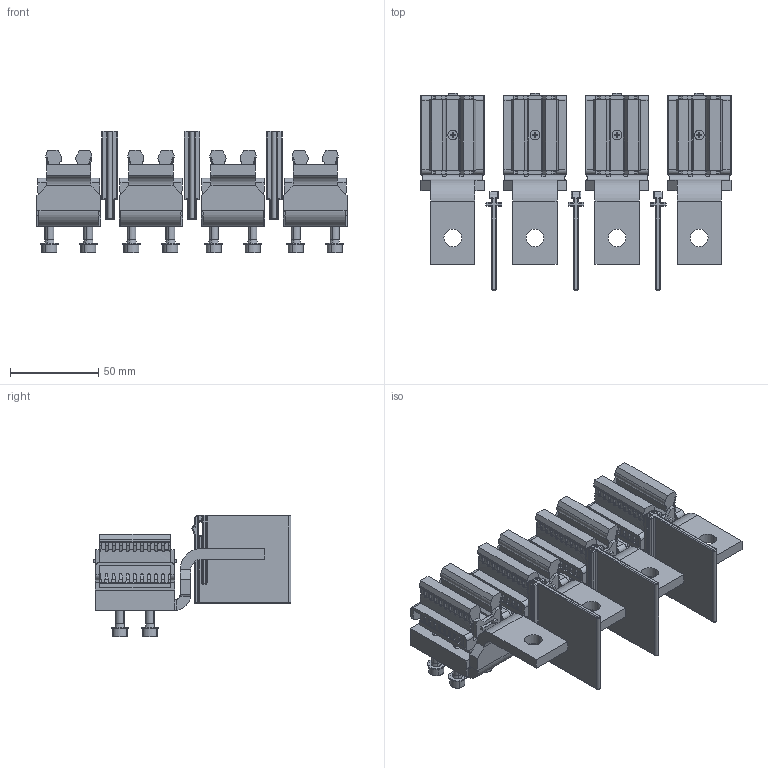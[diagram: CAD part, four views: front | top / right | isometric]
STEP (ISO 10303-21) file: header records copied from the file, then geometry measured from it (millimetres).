
FILE_DESCRIPTION((''),'2;1');
FILE_NAME('1SDH002065A1327_IGES','2019-05-27T',('ITSTCAR1'),(''),'CREO PARAMETRIC BY PTC INC, 2016050','CREO PARAMETRIC BY PTC INC, 2016050','');
FILE_SCHEMA(('AUTOMOTIVE_DESIGN { 1 0 10303 214 1 1 1 1 }'));
Products named in the file (1): 1SDH002065A1327_IGES
Bounding box: 175.5 x 112 x 69 mm (x, y, z)
Volume: 241207.3 mm3; surface area: 134207.9 mm2
Topology: 11 solids, 31 shells, 3232 faces, 9265 edges, 5976 vertices
Faces by surface type: plane 1541, cylinder 1167, cone 248, bspline 127, torus 107, sphere 42
Entity records: 134087 total; most frequent: CARTESIAN_POINT 36919, ORIENTED_EDGE 18450, DIRECTION 16715, EDGE_CURVE 9225, VERTEX_POINT 5976, AXIS2_PLACEMENT_3D 5644, VECTOR 5427, LINE 5427
